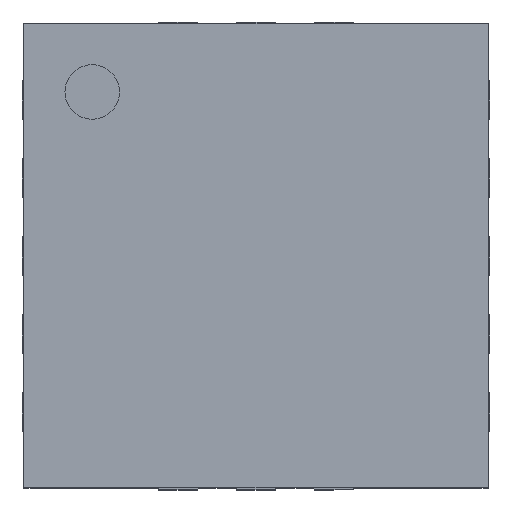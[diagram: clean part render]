
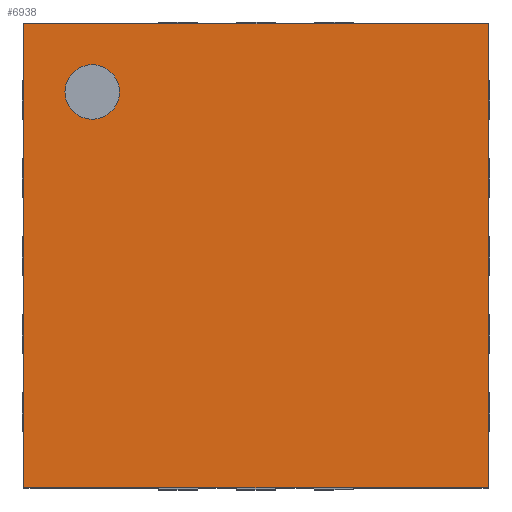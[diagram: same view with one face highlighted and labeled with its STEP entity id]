
A CAD part, top view. The second image highlights one B-rep face of the part: STEP entity #6938.
In plain terms, the highlighted planar face has unit normal (0, 0, 1).
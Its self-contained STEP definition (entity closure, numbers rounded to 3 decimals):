
#221 = PLANE('',#222);
#222 = AXIS2_PLACEMENT_3D('',#223,#224,#225);
#223 = CARTESIAN_POINT('',(1.488,-1.488,0.025));
#224 = DIRECTION('',(1.,0.,0.));
#225 = DIRECTION('',(0.,0.,1.));
#475 = PLANE('',#476);
#476 = AXIS2_PLACEMENT_3D('',#477,#478,#479);
#477 = CARTESIAN_POINT('',(-1.488,-1.488,0.025));
#478 = DIRECTION('',(1.,0.,0.));
#479 = DIRECTION('',(0.,0.,1.));
#503 = PLANE('',#504);
#504 = AXIS2_PLACEMENT_3D('',#505,#506,#507);
#505 = CARTESIAN_POINT('',(-1.488,-1.488,0.025));
#506 = DIRECTION('',(0.,1.,0.));
#507 = DIRECTION('',(0.,0.,1.));
#1348 = PLANE('',#1349);
#1349 = AXIS2_PLACEMENT_3D('',#1350,#1351,#1352);
#1350 = CARTESIAN_POINT('',(-1.488,1.488,0.025));
#1351 = DIRECTION('',(0.,1.,0.));
#1352 = DIRECTION('',(0.,0.,1.));
#2241 = EDGE_CURVE('',#2242,#2244,#2246,.T.);
#2242 = VERTEX_POINT('',#2243);
#2243 = CARTESIAN_POINT('',(1.488,-1.488,1.025));
#2244 = VERTEX_POINT('',#2245);
#2245 = CARTESIAN_POINT('',(1.488,1.488,1.025));
#2246 = SURFACE_CURVE('',#2247,(#2251,#2258),.PCURVE_S1.);
#2247 = LINE('',#2248,#2249);
#2248 = CARTESIAN_POINT('',(1.488,-1.488,1.025));
#2249 = VECTOR('',#2250,1.);
#2250 = DIRECTION('',(0.,1.,0.));
#2251 = PCURVE('',#221,#2252);
#2252 = DEFINITIONAL_REPRESENTATION('',(#2253),#2257);
#2253 = LINE('',#2254,#2255);
#2254 = CARTESIAN_POINT('',(1.,0.));
#2255 = VECTOR('',#2256,1.);
#2256 = DIRECTION('',(0.,-1.));
#2257 = ( GEOMETRIC_REPRESENTATION_CONTEXT(2) 
PARAMETRIC_REPRESENTATION_CONTEXT() REPRESENTATION_CONTEXT('2D SPACE',''
  ) );
#2258 = PCURVE('',#2259,#2264);
#2259 = PLANE('',#2260);
#2260 = AXIS2_PLACEMENT_3D('',#2261,#2262,#2263);
#2261 = CARTESIAN_POINT('',(-1.488,-1.488,1.025));
#2262 = DIRECTION('',(0.,0.,1.));
#2263 = DIRECTION('',(1.,0.,0.));
#2264 = DEFINITIONAL_REPRESENTATION('',(#2265),#2269);
#2265 = LINE('',#2266,#2267);
#2266 = CARTESIAN_POINT('',(2.975,0.));
#2267 = VECTOR('',#2268,1.);
#2268 = DIRECTION('',(0.,1.));
#2269 = ( GEOMETRIC_REPRESENTATION_CONTEXT(2) 
PARAMETRIC_REPRESENTATION_CONTEXT() REPRESENTATION_CONTEXT('2D SPACE',''
  ) );
#2487 = EDGE_CURVE('',#2488,#2490,#2492,.T.);
#2488 = VERTEX_POINT('',#2489);
#2489 = CARTESIAN_POINT('',(-1.488,-1.488,1.025));
#2490 = VERTEX_POINT('',#2491);
#2491 = CARTESIAN_POINT('',(-1.488,1.488,1.025));
#2492 = SURFACE_CURVE('',#2493,(#2497,#2504),.PCURVE_S1.);
#2493 = LINE('',#2494,#2495);
#2494 = CARTESIAN_POINT('',(-1.488,-1.488,1.025));
#2495 = VECTOR('',#2496,1.);
#2496 = DIRECTION('',(0.,1.,0.));
#2497 = PCURVE('',#475,#2498);
#2498 = DEFINITIONAL_REPRESENTATION('',(#2499),#2503);
#2499 = LINE('',#2500,#2501);
#2500 = CARTESIAN_POINT('',(1.,0.));
#2501 = VECTOR('',#2502,1.);
#2502 = DIRECTION('',(0.,-1.));
#2503 = ( GEOMETRIC_REPRESENTATION_CONTEXT(2) 
PARAMETRIC_REPRESENTATION_CONTEXT() REPRESENTATION_CONTEXT('2D SPACE',''
  ) );
#2504 = PCURVE('',#2259,#2505);
#2505 = DEFINITIONAL_REPRESENTATION('',(#2506),#2510);
#2506 = LINE('',#2507,#2508);
#2507 = CARTESIAN_POINT('',(0.,0.));
#2508 = VECTOR('',#2509,1.);
#2509 = DIRECTION('',(0.,1.));
#2510 = ( GEOMETRIC_REPRESENTATION_CONTEXT(2) 
PARAMETRIC_REPRESENTATION_CONTEXT() REPRESENTATION_CONTEXT('2D SPACE',''
  ) );
#2770 = EDGE_CURVE('',#2488,#2242,#2771,.T.);
#2771 = SURFACE_CURVE('',#2772,(#2776,#2783),.PCURVE_S1.);
#2772 = LINE('',#2773,#2774);
#2773 = CARTESIAN_POINT('',(-1.488,-1.488,1.025));
#2774 = VECTOR('',#2775,1.);
#2775 = DIRECTION('',(1.,0.,0.));
#2776 = PCURVE('',#503,#2777);
#2777 = DEFINITIONAL_REPRESENTATION('',(#2778),#2782);
#2778 = LINE('',#2779,#2780);
#2779 = CARTESIAN_POINT('',(1.,0.));
#2780 = VECTOR('',#2781,1.);
#2781 = DIRECTION('',(0.,1.));
#2782 = ( GEOMETRIC_REPRESENTATION_CONTEXT(2) 
PARAMETRIC_REPRESENTATION_CONTEXT() REPRESENTATION_CONTEXT('2D SPACE',''
  ) );
#2783 = PCURVE('',#2259,#2784);
#2784 = DEFINITIONAL_REPRESENTATION('',(#2785),#2789);
#2785 = LINE('',#2786,#2787);
#2786 = CARTESIAN_POINT('',(0.,0.));
#2787 = VECTOR('',#2788,1.);
#2788 = DIRECTION('',(1.,0.));
#2789 = ( GEOMETRIC_REPRESENTATION_CONTEXT(2) 
PARAMETRIC_REPRESENTATION_CONTEXT() REPRESENTATION_CONTEXT('2D SPACE',''
  ) );
#4515 = EDGE_CURVE('',#2490,#2244,#4516,.T.);
#4516 = SURFACE_CURVE('',#4517,(#4521,#4528),.PCURVE_S1.);
#4517 = LINE('',#4518,#4519);
#4518 = CARTESIAN_POINT('',(-1.488,1.488,1.025));
#4519 = VECTOR('',#4520,1.);
#4520 = DIRECTION('',(1.,0.,0.));
#4521 = PCURVE('',#1348,#4522);
#4522 = DEFINITIONAL_REPRESENTATION('',(#4523),#4527);
#4523 = LINE('',#4524,#4525);
#4524 = CARTESIAN_POINT('',(1.,0.));
#4525 = VECTOR('',#4526,1.);
#4526 = DIRECTION('',(0.,1.));
#4527 = ( GEOMETRIC_REPRESENTATION_CONTEXT(2) 
PARAMETRIC_REPRESENTATION_CONTEXT() REPRESENTATION_CONTEXT('2D SPACE',''
  ) );
#4528 = PCURVE('',#2259,#4529);
#4529 = DEFINITIONAL_REPRESENTATION('',(#4530),#4534);
#4530 = LINE('',#4531,#4532);
#4531 = CARTESIAN_POINT('',(0.,2.975));
#4532 = VECTOR('',#4533,1.);
#4533 = DIRECTION('',(1.,0.));
#4534 = ( GEOMETRIC_REPRESENTATION_CONTEXT(2) 
PARAMETRIC_REPRESENTATION_CONTEXT() REPRESENTATION_CONTEXT('2D SPACE',''
  ) );
#6938 = ADVANCED_FACE('',(#6939,#6945),#2259,.T.);
#6939 = FACE_BOUND('',#6940,.T.);
#6940 = EDGE_LOOP('',(#6941,#6942,#6943,#6944));
#6941 = ORIENTED_EDGE('',*,*,#2487,.F.);
#6942 = ORIENTED_EDGE('',*,*,#2770,.T.);
#6943 = ORIENTED_EDGE('',*,*,#2241,.T.);
#6944 = ORIENTED_EDGE('',*,*,#4515,.F.);
#6945 = FACE_BOUND('',#6946,.T.);
#6946 = EDGE_LOOP('',(#6947));
#6947 = ORIENTED_EDGE('',*,*,#6948,.T.);
#6948 = EDGE_CURVE('',#6949,#6949,#6951,.T.);
#6949 = VERTEX_POINT('',#6950);
#6950 = CARTESIAN_POINT('',(-0.875,-1.05,1.025));
#6951 = SURFACE_CURVE('',#6952,(#6957,#6968),.PCURVE_S1.);
#6952 = CIRCLE('',#6953,0.175);
#6953 = AXIS2_PLACEMENT_3D('',#6954,#6955,#6956);
#6954 = CARTESIAN_POINT('',(-1.05,-1.05,1.025));
#6955 = DIRECTION('',(0.,0.,-1.));
#6956 = DIRECTION('',(1.,0.,0.));
#6957 = PCURVE('',#2259,#6958);
#6958 = DEFINITIONAL_REPRESENTATION('',(#6959),#6967);
#6959 = ( BOUNDED_CURVE() B_SPLINE_CURVE(2,(#6960,#6961,#6962,#6963,
#6964,#6965,#6966),.UNSPECIFIED.,.T.,.F.) B_SPLINE_CURVE_WITH_KNOTS((1,2
    ,2,2,2,1),(-2.094,0.,2.094,4.189,
6.283,8.378),.UNSPECIFIED.) CURVE() 
GEOMETRIC_REPRESENTATION_ITEM() RATIONAL_B_SPLINE_CURVE((1.,0.5,1.,0.5,
1.,0.5,1.)) REPRESENTATION_ITEM('') );
#6960 = CARTESIAN_POINT('',(0.613,0.438));
#6961 = CARTESIAN_POINT('',(0.613,0.134));
#6962 = CARTESIAN_POINT('',(0.35,0.286));
#6963 = CARTESIAN_POINT('',(0.088,0.438));
#6964 = CARTESIAN_POINT('',(0.35,0.589));
#6965 = CARTESIAN_POINT('',(0.613,0.741));
#6966 = CARTESIAN_POINT('',(0.613,0.438));
#6967 = ( GEOMETRIC_REPRESENTATION_CONTEXT(2) 
PARAMETRIC_REPRESENTATION_CONTEXT() REPRESENTATION_CONTEXT('2D SPACE',''
  ) );
#6968 = PCURVE('',#6969,#6974);
#6969 = CYLINDRICAL_SURFACE('',#6970,0.175);
#6970 = AXIS2_PLACEMENT_3D('',#6971,#6972,#6973);
#6971 = CARTESIAN_POINT('',(-1.05,-1.05,1.045));
#6972 = DIRECTION('',(-0.,-0.,-1.));
#6973 = DIRECTION('',(1.,0.,0.));
#6974 = DEFINITIONAL_REPRESENTATION('',(#6975),#6979);
#6975 = LINE('',#6976,#6977);
#6976 = CARTESIAN_POINT('',(-6.283,0.02));
#6977 = VECTOR('',#6978,1.);
#6978 = DIRECTION('',(1.,-0.));
#6979 = ( GEOMETRIC_REPRESENTATION_CONTEXT(2) 
PARAMETRIC_REPRESENTATION_CONTEXT() REPRESENTATION_CONTEXT('2D SPACE',''
  ) );
